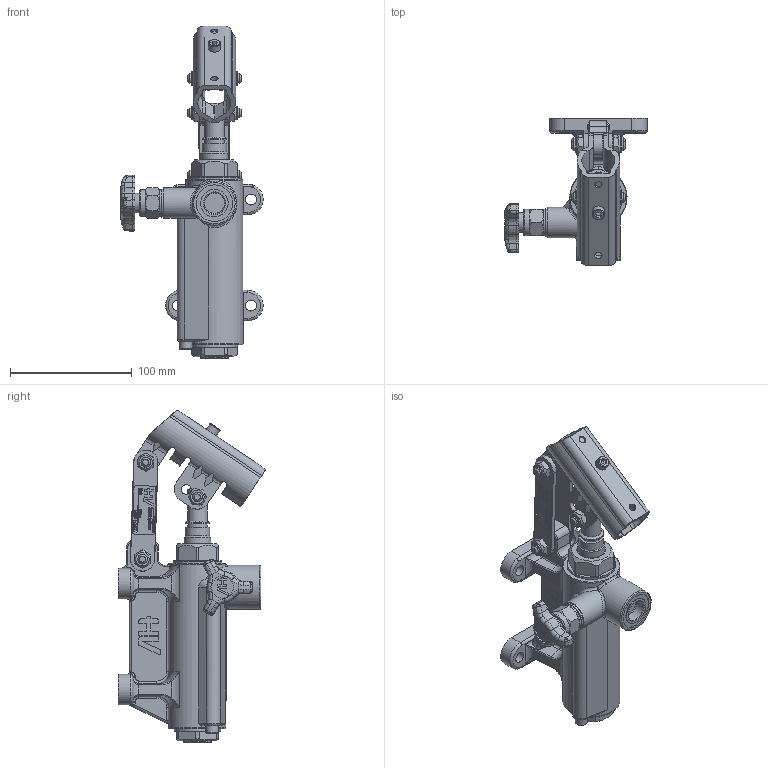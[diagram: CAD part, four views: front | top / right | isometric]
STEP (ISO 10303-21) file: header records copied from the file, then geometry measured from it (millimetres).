
FILE_DESCRIPTION((''),'2;1');
FILE_NAME('6077.5000_Derivazione1.stp','2022-07-05T13:56:15',('christian.scardovi'),(''),'Autodesk Inventor 2013','Autodesk Inventor 2013','');
FILE_SCHEMA(('AUTOMOTIVE_DESIGN { 1 0 10303 214 1 1 1 1 }'));
Length unit declared in the file: millimetre
Products named in the file (1): 6077.5000_Derivazione1
Bounding box: 116.72 x 121.11 x 272.34 mm (x, y, z)
Volume: 506743.2 mm3; surface area: 100376.2 mm2
Topology: 6 solids, 6 shells, 1498 faces, 3817 edges, 2381 vertices
Faces by surface type: plane 689, bspline 304, cylinder 289, torus 123, cone 86, sphere 6, revolution 1
Full cylindrical faces by diameter (mm): 6 x4, 8 x10, 9 x4, 10 x2, 11.05 x6, 16 x3, 17.5 x2, 18 x2, 20 x2, 21.8 x2, 22 x1, 22.5 x2, 23 x1, 25 x1, 30 x1, 36 x1, 38 x1, 40 x1
Entity records: 55350 total; most frequent: CARTESIAN_POINT 20214, ORIENTED_EDGE 7346, DIRECTION 6306, EDGE_CURVE 3673, VERTEX_POINT 2362, AXIS2_PLACEMENT_3D 2191, VECTOR 1923, LINE 1923
